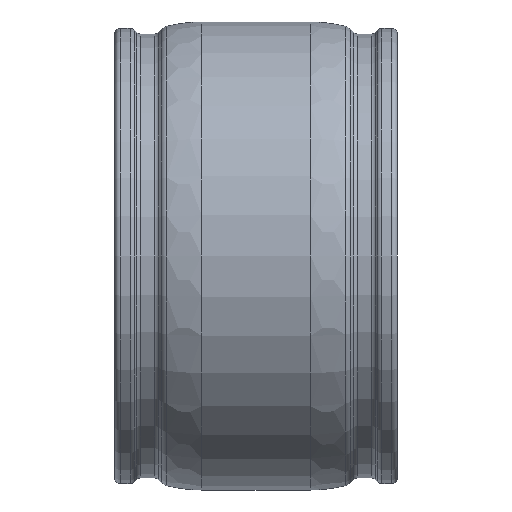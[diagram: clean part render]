
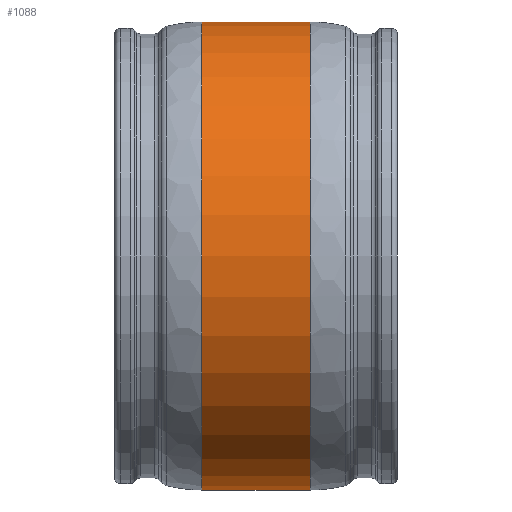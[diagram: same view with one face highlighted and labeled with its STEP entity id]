
A CAD part, front view. The second image highlights one B-rep face of the part: STEP entity #1088.
In plain terms, the highlighted cylindrical face has radius 322.5 mm (diameter 645 mm), a partial arc.
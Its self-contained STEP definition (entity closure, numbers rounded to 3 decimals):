
#17 = LINE ( 'NONE', #2877, #3038 ) ;
#99 = VERTEX_POINT ( 'NONE', #2540 ) ;
#156 = LINE ( 'NONE', #1403, #2133 ) ;
#177 = VERTEX_POINT ( 'NONE', #1524 ) ;
#267 = DIRECTION ( 'NONE',  ( 0., 0., 1. ) ) ;
#362 = DIRECTION ( 'NONE',  ( 0., 0., 1. ) ) ;
#381 = DIRECTION ( 'NONE',  ( -1., 0., 0. ) ) ;
#590 = DIRECTION ( 'NONE',  ( 0., 0., 1. ) ) ;
#677 = VERTEX_POINT ( 'NONE', #2218 ) ;
#704 = CARTESIAN_POINT ( 'NONE',  ( 75., 0., 0. ) ) ;
#780 = EDGE_CURVE ( 'NONE', #677, #177, #1992, .T. ) ;
#869 = FACE_OUTER_BOUND ( 'NONE', #3075, .T. ) ;
#906 = CIRCLE ( 'NONE', #1495, 322.5 ) ;
#944 = ORIENTED_EDGE ( 'NONE', *, *, #2916, .F. ) ;
#1088 = ADVANCED_FACE ( 'NONE', ( #869 ), #2653, .T. ) ;
#1403 = CARTESIAN_POINT ( 'NONE',  ( 0., 0., 322.5 ) ) ;
#1447 = EDGE_CURVE ( 'NONE', #677, #2631, #17, .T. ) ;
#1478 = CARTESIAN_POINT ( 'NONE',  ( -75., 0., -322.5 ) ) ;
#1495 = AXIS2_PLACEMENT_3D ( 'NONE', #2926, #1657, #590 ) ;
#1524 = CARTESIAN_POINT ( 'NONE',  ( 75., 0., 322.5 ) ) ;
#1657 = DIRECTION ( 'NONE',  ( -1., 0., 0. ) ) ;
#1700 = CARTESIAN_POINT ( 'NONE',  ( 0., 0., 0. ) ) ;
#1908 = DIRECTION ( 'NONE',  ( -1., 0., 0. ) ) ;
#1992 = CIRCLE ( 'NONE', #2210, 322.5 ) ;
#2045 = AXIS2_PLACEMENT_3D ( 'NONE', #1700, #381, #362 ) ;
#2133 = VECTOR ( 'NONE', #1908, 1000. ) ;
#2210 = AXIS2_PLACEMENT_3D ( 'NONE', #704, #3004, #267 ) ;
#2218 = CARTESIAN_POINT ( 'NONE',  ( 75., 0., -322.5 ) ) ;
#2446 = ORIENTED_EDGE ( 'NONE', *, *, #2525, .T. ) ;
#2510 = ORIENTED_EDGE ( 'NONE', *, *, #780, .T. ) ;
#2525 = EDGE_CURVE ( 'NONE', #177, #99, #156, .T. ) ;
#2540 = CARTESIAN_POINT ( 'NONE',  ( -75., 0., 322.5 ) ) ;
#2594 = DIRECTION ( 'NONE',  ( -1., 0., 0. ) ) ;
#2631 = VERTEX_POINT ( 'NONE', #1478 ) ;
#2653 = CYLINDRICAL_SURFACE ( 'NONE', #2045, 322.5 ) ;
#2827 = ORIENTED_EDGE ( 'NONE', *, *, #1447, .F. ) ;
#2877 = CARTESIAN_POINT ( 'NONE',  ( 0., 0., -322.5 ) ) ;
#2916 = EDGE_CURVE ( 'NONE', #2631, #99, #906, .T. ) ;
#2926 = CARTESIAN_POINT ( 'NONE',  ( -75., 0., 0. ) ) ;
#3004 = DIRECTION ( 'NONE',  ( -1., 0., 0. ) ) ;
#3038 = VECTOR ( 'NONE', #2594, 1000. ) ;
#3075 = EDGE_LOOP ( 'NONE', ( #2827, #2510, #2446, #944 ) ) ;
